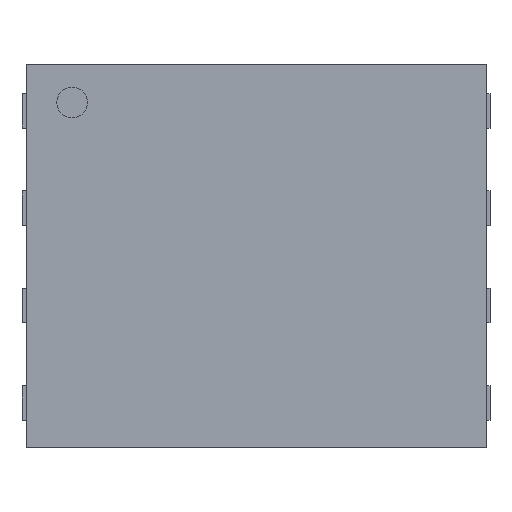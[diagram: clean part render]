
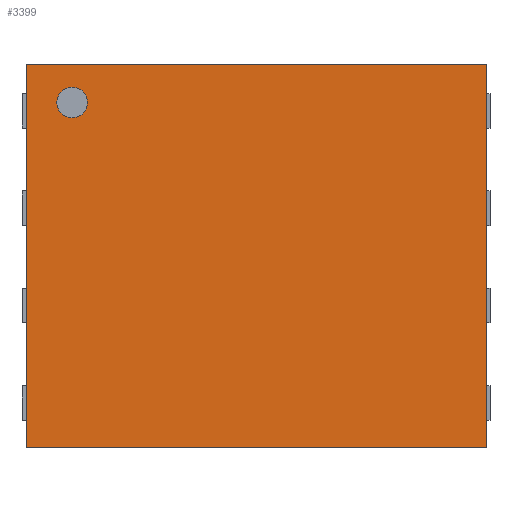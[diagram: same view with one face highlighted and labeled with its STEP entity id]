
A CAD part, top view. The second image highlights one B-rep face of the part: STEP entity #3399.
In plain terms, the highlighted planar face has unit normal (0, 0, 1).
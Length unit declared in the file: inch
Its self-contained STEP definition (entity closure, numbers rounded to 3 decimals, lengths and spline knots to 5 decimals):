
#3112 = VERTEX_POINT('',#3113);
#3113 = CARTESIAN_POINT('',(-0.11811,0.09843,
    0.03543));
#3120 = PLANE('',#3121);
#3121 = AXIS2_PLACEMENT_3D('',#3122,#3123,#3124);
#3122 = CARTESIAN_POINT('',(-0.11811,0.09843,0.));
#3123 = DIRECTION('',(0.,1.,0.));
#3124 = DIRECTION('',(1.,0.,0.));
#3132 = PLANE('',#3133);
#3133 = AXIS2_PLACEMENT_3D('',#3134,#3135,#3136);
#3134 = CARTESIAN_POINT('',(-0.11811,-0.09843,0.));
#3135 = DIRECTION('',(-1.,0.,0.));
#3136 = DIRECTION('',(0.,1.,0.));
#3144 = EDGE_CURVE('',#3112,#3145,#3147,.T.);
#3145 = VERTEX_POINT('',#3146);
#3146 = CARTESIAN_POINT('',(0.11811,0.09843,
    0.03543));
#3147 = SURFACE_CURVE('',#3148,(#3152,#3159),.PCURVE_S1.);
#3148 = LINE('',#3149,#3150);
#3149 = CARTESIAN_POINT('',(-0.11811,0.09843,
    0.03543));
#3150 = VECTOR('',#3151,0.03937);
#3151 = DIRECTION('',(1.,0.,0.));
#3152 = PCURVE('',#3120,#3153);
#3153 = DEFINITIONAL_REPRESENTATION('',(#3154),#3158);
#3154 = LINE('',#3155,#3156);
#3155 = CARTESIAN_POINT('',(0.,-0.035));
#3156 = VECTOR('',#3157,1.);
#3157 = DIRECTION('',(1.,0.));
#3158 = ( GEOMETRIC_REPRESENTATION_CONTEXT(2) 
PARAMETRIC_REPRESENTATION_CONTEXT() REPRESENTATION_CONTEXT('2D SPACE',''
  ) );
#3159 = PCURVE('',#3160,#3165);
#3160 = PLANE('',#3161);
#3161 = AXIS2_PLACEMENT_3D('',#3162,#3163,#3164);
#3162 = CARTESIAN_POINT('',(-0.11811,0.09843,
    0.03543));
#3163 = DIRECTION('',(0.,0.,1.));
#3164 = DIRECTION('',(1.,0.,0.));
#3165 = DEFINITIONAL_REPRESENTATION('',(#3166),#3170);
#3166 = LINE('',#3167,#3168);
#3167 = CARTESIAN_POINT('',(0.,0.));
#3168 = VECTOR('',#3169,1.);
#3169 = DIRECTION('',(1.,0.));
#3170 = ( GEOMETRIC_REPRESENTATION_CONTEXT(2) 
PARAMETRIC_REPRESENTATION_CONTEXT() REPRESENTATION_CONTEXT('2D SPACE',''
  ) );
#3188 = PLANE('',#3189);
#3189 = AXIS2_PLACEMENT_3D('',#3190,#3191,#3192);
#3190 = CARTESIAN_POINT('',(0.11811,0.09843,0.));
#3191 = DIRECTION('',(1.,0.,0.));
#3192 = DIRECTION('',(0.,-1.,0.));
#3232 = VERTEX_POINT('',#3233);
#3233 = CARTESIAN_POINT('',(-0.11811,-0.09843,
    0.03543));
#3247 = PLANE('',#3248);
#3248 = AXIS2_PLACEMENT_3D('',#3249,#3250,#3251);
#3249 = CARTESIAN_POINT('',(0.11811,-0.09843,0.));
#3250 = DIRECTION('',(0.,-1.,0.));
#3251 = DIRECTION('',(-1.,0.,0.));
#3259 = EDGE_CURVE('',#3232,#3112,#3260,.T.);
#3260 = SURFACE_CURVE('',#3261,(#3265,#3272),.PCURVE_S1.);
#3261 = LINE('',#3262,#3263);
#3262 = CARTESIAN_POINT('',(-0.11811,-0.09843,
    0.03543));
#3263 = VECTOR('',#3264,0.03937);
#3264 = DIRECTION('',(0.,1.,0.));
#3265 = PCURVE('',#3132,#3266);
#3266 = DEFINITIONAL_REPRESENTATION('',(#3267),#3271);
#3267 = LINE('',#3268,#3269);
#3268 = CARTESIAN_POINT('',(0.,-0.035));
#3269 = VECTOR('',#3270,1.);
#3270 = DIRECTION('',(1.,0.));
#3271 = ( GEOMETRIC_REPRESENTATION_CONTEXT(2) 
PARAMETRIC_REPRESENTATION_CONTEXT() REPRESENTATION_CONTEXT('2D SPACE',''
  ) );
#3272 = PCURVE('',#3160,#3273);
#3273 = DEFINITIONAL_REPRESENTATION('',(#3274),#3278);
#3274 = LINE('',#3275,#3276);
#3275 = CARTESIAN_POINT('',(0.,-0.197));
#3276 = VECTOR('',#3277,1.);
#3277 = DIRECTION('',(0.,1.));
#3278 = ( GEOMETRIC_REPRESENTATION_CONTEXT(2) 
PARAMETRIC_REPRESENTATION_CONTEXT() REPRESENTATION_CONTEXT('2D SPACE',''
  ) );
#3306 = EDGE_CURVE('',#3145,#3307,#3309,.T.);
#3307 = VERTEX_POINT('',#3308);
#3308 = CARTESIAN_POINT('',(0.11811,-0.09843,
    0.03543));
#3309 = SURFACE_CURVE('',#3310,(#3314,#3321),.PCURVE_S1.);
#3310 = LINE('',#3311,#3312);
#3311 = CARTESIAN_POINT('',(0.11811,0.09843,
    0.03543));
#3312 = VECTOR('',#3313,0.03937);
#3313 = DIRECTION('',(0.,-1.,0.));
#3314 = PCURVE('',#3188,#3315);
#3315 = DEFINITIONAL_REPRESENTATION('',(#3316),#3320);
#3316 = LINE('',#3317,#3318);
#3317 = CARTESIAN_POINT('',(0.,-0.035));
#3318 = VECTOR('',#3319,1.);
#3319 = DIRECTION('',(1.,0.));
#3320 = ( GEOMETRIC_REPRESENTATION_CONTEXT(2) 
PARAMETRIC_REPRESENTATION_CONTEXT() REPRESENTATION_CONTEXT('2D SPACE',''
  ) );
#3321 = PCURVE('',#3160,#3322);
#3322 = DEFINITIONAL_REPRESENTATION('',(#3323),#3327);
#3323 = LINE('',#3324,#3325);
#3324 = CARTESIAN_POINT('',(0.236,0.));
#3325 = VECTOR('',#3326,1.);
#3326 = DIRECTION('',(0.,-1.));
#3327 = ( GEOMETRIC_REPRESENTATION_CONTEXT(2) 
PARAMETRIC_REPRESENTATION_CONTEXT() REPRESENTATION_CONTEXT('2D SPACE',''
  ) );
#3399 = ADVANCED_FACE('',(#3400,#3426),#3160,.T.);
#3400 = FACE_BOUND('',#3401,.T.);
#3401 = EDGE_LOOP('',(#3402,#3403,#3404,#3425));
#3402 = ORIENTED_EDGE('',*,*,#3144,.F.);
#3403 = ORIENTED_EDGE('',*,*,#3259,.F.);
#3404 = ORIENTED_EDGE('',*,*,#3405,.F.);
#3405 = EDGE_CURVE('',#3307,#3232,#3406,.T.);
#3406 = SURFACE_CURVE('',#3407,(#3411,#3418),.PCURVE_S1.);
#3407 = LINE('',#3408,#3409);
#3408 = CARTESIAN_POINT('',(0.11811,-0.09843,
    0.03543));
#3409 = VECTOR('',#3410,0.03937);
#3410 = DIRECTION('',(-1.,0.,0.));
#3411 = PCURVE('',#3160,#3412);
#3412 = DEFINITIONAL_REPRESENTATION('',(#3413),#3417);
#3413 = LINE('',#3414,#3415);
#3414 = CARTESIAN_POINT('',(0.236,-0.197));
#3415 = VECTOR('',#3416,1.);
#3416 = DIRECTION('',(-1.,0.));
#3417 = ( GEOMETRIC_REPRESENTATION_CONTEXT(2) 
PARAMETRIC_REPRESENTATION_CONTEXT() REPRESENTATION_CONTEXT('2D SPACE',''
  ) );
#3418 = PCURVE('',#3247,#3419);
#3419 = DEFINITIONAL_REPRESENTATION('',(#3420),#3424);
#3420 = LINE('',#3421,#3422);
#3421 = CARTESIAN_POINT('',(0.,-0.035));
#3422 = VECTOR('',#3423,1.);
#3423 = DIRECTION('',(1.,0.));
#3424 = ( GEOMETRIC_REPRESENTATION_CONTEXT(2) 
PARAMETRIC_REPRESENTATION_CONTEXT() REPRESENTATION_CONTEXT('2D SPACE',''
  ) );
#3425 = ORIENTED_EDGE('',*,*,#3306,.F.);
#3426 = FACE_BOUND('',#3427,.T.);
#3427 = EDGE_LOOP('',(#3428));
#3428 = ORIENTED_EDGE('',*,*,#3429,.F.);
#3429 = EDGE_CURVE('',#3430,#3430,#3432,.T.);
#3430 = VERTEX_POINT('',#3431);
#3431 = CARTESIAN_POINT('',(-0.08661,0.07874,
    0.03543));
#3432 = SURFACE_CURVE('',#3433,(#3438,#3445),.PCURVE_S1.);
#3433 = CIRCLE('',#3434,0.00787);
#3434 = AXIS2_PLACEMENT_3D('',#3435,#3436,#3437);
#3435 = CARTESIAN_POINT('',(-0.09449,0.07874,
    0.03543));
#3436 = DIRECTION('',(0.,0.,1.));
#3437 = DIRECTION('',(1.,0.,0.));
#3438 = PCURVE('',#3160,#3439);
#3439 = DEFINITIONAL_REPRESENTATION('',(#3440),#3444);
#3440 = CIRCLE('',#3441,0.00787);
#3441 = AXIS2_PLACEMENT_2D('',#3442,#3443);
#3442 = CARTESIAN_POINT('',(0.024,-0.02));
#3443 = DIRECTION('',(1.,0.));
#3444 = ( GEOMETRIC_REPRESENTATION_CONTEXT(2) 
PARAMETRIC_REPRESENTATION_CONTEXT() REPRESENTATION_CONTEXT('2D SPACE',''
  ) );
#3445 = PCURVE('',#3446,#3451);
#3446 = CYLINDRICAL_SURFACE('',#3447,0.00787);
#3447 = AXIS2_PLACEMENT_3D('',#3448,#3449,#3450);
#3448 = CARTESIAN_POINT('',(-0.09449,0.07874,
    0.03543));
#3449 = DIRECTION('',(0.,0.,1.));
#3450 = DIRECTION('',(1.,0.,-0.));
#3451 = DEFINITIONAL_REPRESENTATION('',(#3452),#3456);
#3452 = LINE('',#3453,#3454);
#3453 = CARTESIAN_POINT('',(0.,0.));
#3454 = VECTOR('',#3455,1.);
#3455 = DIRECTION('',(1.,0.));
#3456 = ( GEOMETRIC_REPRESENTATION_CONTEXT(2) 
PARAMETRIC_REPRESENTATION_CONTEXT() REPRESENTATION_CONTEXT('2D SPACE',''
  ) );
